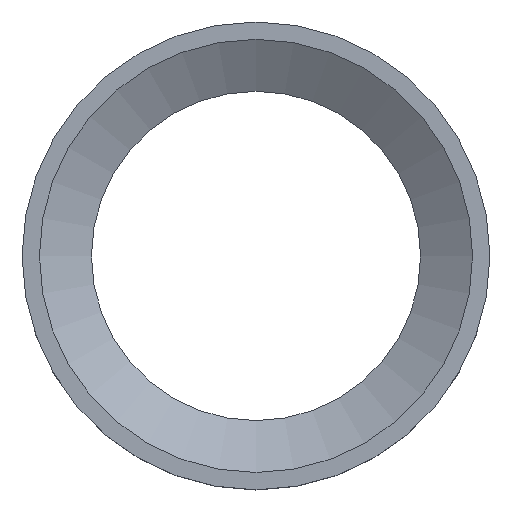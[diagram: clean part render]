
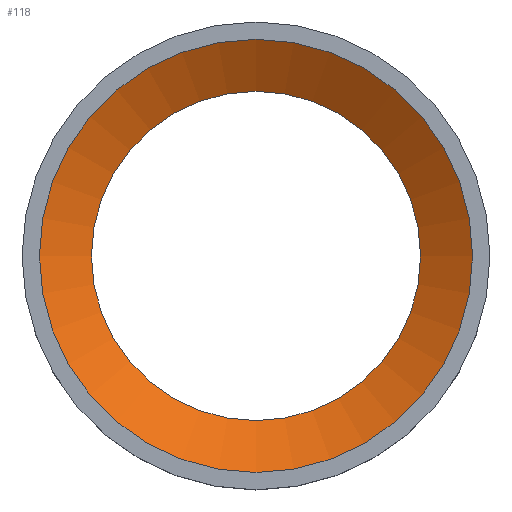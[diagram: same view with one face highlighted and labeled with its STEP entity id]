
A CAD part, top view. The second image highlights one B-rep face of the part: STEP entity #118.
In plain terms, the highlighted conical face has half-angle 59.744 degrees and reference radius 12.5 mm.
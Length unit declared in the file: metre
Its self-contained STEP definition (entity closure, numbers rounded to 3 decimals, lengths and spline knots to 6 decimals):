
#20=CONICAL_SURFACE('',#144,0.0125,1.043);
#29=ORIENTED_EDGE('',*,*,#51,.T.);
#30=ORIENTED_EDGE('',*,*,#49,.F.);
#49=EDGE_CURVE('',#61,#61,#71,.F.);
#51=EDGE_CURVE('',#63,#63,#73,.F.);
#61=VERTEX_POINT('',#202);
#63=VERTEX_POINT('',#208);
#71=CIRCLE('',#141,0.0125);
#73=CIRCLE('',#145,0.0095);
#83=EDGE_LOOP('',(#29));
#84=EDGE_LOOP('',(#30));
#99=FACE_BOUND('',#83,.T.);
#100=FACE_BOUND('',#84,.T.);
#118=ADVANCED_FACE('',(#99,#100),#20,.F.);
#141=AXIS2_PLACEMENT_3D('',#201,#164,#165);
#144=AXIS2_PLACEMENT_3D('',#206,#170,#171);
#145=AXIS2_PLACEMENT_3D('',#207,#172,#173);
#164=DIRECTION('',(0.,0.,1.));
#165=DIRECTION('',(1.,0.,0.));
#170=DIRECTION('',(0.,0.,1.));
#171=DIRECTION('',(1.,0.,0.));
#172=DIRECTION('',(0.,0.,1.));
#173=DIRECTION('',(1.,0.,0.));
#201=CARTESIAN_POINT('',(0.,0.,0.00563));
#202=CARTESIAN_POINT('',(0.0125,0.,0.00563));
#206=CARTESIAN_POINT('',(0.,0.,0.00563));
#207=CARTESIAN_POINT('',(0.,0.,0.00388));
#208=CARTESIAN_POINT('',(0.0095,0.,0.00388));
